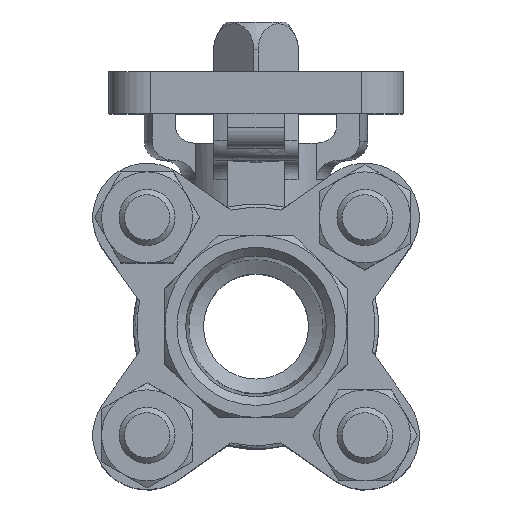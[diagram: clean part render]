
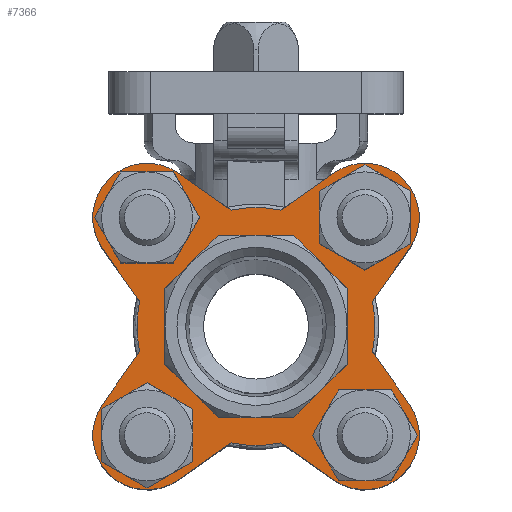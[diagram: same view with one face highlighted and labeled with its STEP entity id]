
A CAD part, top view. The second image highlights one B-rep face of the part: STEP entity #7366.
In plain terms, the highlighted planar face has unit normal (0, 0, 1).
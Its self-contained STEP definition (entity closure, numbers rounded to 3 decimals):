
#77=LINE('',#11413,#485);
#78=LINE('',#11417,#486);
#79=LINE('',#11421,#487);
#80=LINE('',#11425,#488);
#81=LINE('',#11429,#489);
#82=LINE('',#11433,#490);
#83=LINE('',#11437,#491);
#84=LINE('',#11441,#492);
#85=LINE('',#11444,#493);
#86=LINE('',#11447,#494);
#87=LINE('',#11449,#495);
#88=LINE('',#11451,#496);
#89=LINE('',#11453,#497);
#90=LINE('',#11455,#498);
#91=LINE('',#11457,#499);
#92=LINE('',#11459,#500);
#485=VECTOR('',#8895,1000.);
#486=VECTOR('',#8898,1000.);
#487=VECTOR('',#8901,1000.);
#488=VECTOR('',#8904,1000.);
#489=VECTOR('',#8907,1000.);
#490=VECTOR('',#8910,1000.);
#491=VECTOR('',#8913,1000.);
#492=VECTOR('',#8916,1000.);
#493=VECTOR('',#8919,1000.);
#494=VECTOR('',#8920,1000.);
#495=VECTOR('',#8921,1000.);
#496=VECTOR('',#8922,1000.);
#497=VECTOR('',#8923,1000.);
#498=VECTOR('',#8924,1000.);
#499=VECTOR('',#8925,1000.);
#500=VECTOR('',#8926,1000.);
#972=PLANE('',#7909);
#1231=CIRCLE('',#7910,17.);
#1232=CIRCLE('',#7911,7.75);
#1233=CIRCLE('',#7912,17.);
#1234=CIRCLE('',#7913,7.75);
#1235=CIRCLE('',#7914,17.);
#1236=CIRCLE('',#7915,7.75);
#1237=CIRCLE('',#7916,17.);
#1238=CIRCLE('',#7917,7.75);
#1239=CIRCLE('',#7918,6.25);
#1240=CIRCLE('',#7919,6.25);
#1241=CIRCLE('',#7920,6.25);
#1242=CIRCLE('',#7921,6.25);
#1748=ORIENTED_EDGE('',*,*,#4014,.F.);
#1749=ORIENTED_EDGE('',*,*,#4015,.T.);
#1750=ORIENTED_EDGE('',*,*,#4016,.T.);
#1751=ORIENTED_EDGE('',*,*,#4017,.T.);
#1752=ORIENTED_EDGE('',*,*,#4018,.F.);
#1753=ORIENTED_EDGE('',*,*,#4019,.T.);
#1754=ORIENTED_EDGE('',*,*,#4020,.T.);
#1755=ORIENTED_EDGE('',*,*,#4021,.T.);
#1756=ORIENTED_EDGE('',*,*,#4022,.F.);
#1757=ORIENTED_EDGE('',*,*,#4023,.T.);
#1758=ORIENTED_EDGE('',*,*,#4024,.T.);
#1759=ORIENTED_EDGE('',*,*,#4025,.T.);
#1760=ORIENTED_EDGE('',*,*,#4026,.F.);
#1761=ORIENTED_EDGE('',*,*,#4027,.T.);
#1762=ORIENTED_EDGE('',*,*,#4028,.T.);
#1763=ORIENTED_EDGE('',*,*,#4029,.T.);
#1764=ORIENTED_EDGE('',*,*,#4030,.F.);
#1765=ORIENTED_EDGE('',*,*,#4031,.F.);
#1766=ORIENTED_EDGE('',*,*,#4032,.F.);
#1767=ORIENTED_EDGE('',*,*,#4033,.F.);
#1768=ORIENTED_EDGE('',*,*,#4034,.F.);
#1769=ORIENTED_EDGE('',*,*,#4035,.F.);
#1770=ORIENTED_EDGE('',*,*,#4036,.F.);
#1771=ORIENTED_EDGE('',*,*,#4037,.F.);
#1772=ORIENTED_EDGE('',*,*,#4038,.F.);
#1773=ORIENTED_EDGE('',*,*,#4039,.F.);
#1774=ORIENTED_EDGE('',*,*,#4040,.F.);
#1775=ORIENTED_EDGE('',*,*,#4041,.F.);
#4014=EDGE_CURVE('',#5113,#5114,#1231,.T.);
#4015=EDGE_CURVE('',#5113,#5115,#77,.T.);
#4016=EDGE_CURVE('',#5115,#5116,#1232,.T.);
#4017=EDGE_CURVE('',#5116,#5117,#78,.T.);
#4018=EDGE_CURVE('',#5118,#5117,#1233,.T.);
#4019=EDGE_CURVE('',#5118,#5119,#79,.T.);
#4020=EDGE_CURVE('',#5119,#5120,#1234,.T.);
#4021=EDGE_CURVE('',#5120,#5121,#80,.T.);
#4022=EDGE_CURVE('',#5122,#5121,#1235,.T.);
#4023=EDGE_CURVE('',#5122,#5123,#81,.T.);
#4024=EDGE_CURVE('',#5123,#5124,#1236,.T.);
#4025=EDGE_CURVE('',#5124,#5125,#82,.T.);
#4026=EDGE_CURVE('',#5126,#5125,#1237,.T.);
#4027=EDGE_CURVE('',#5126,#5127,#83,.T.);
#4028=EDGE_CURVE('',#5127,#5128,#1238,.T.);
#4029=EDGE_CURVE('',#5128,#5114,#84,.T.);
#4030=EDGE_CURVE('',#5129,#5129,#1239,.F.);
#4031=EDGE_CURVE('',#5130,#5131,#85,.T.);
#4032=EDGE_CURVE('',#5132,#5130,#86,.T.);
#4033=EDGE_CURVE('',#5133,#5132,#87,.T.);
#4034=EDGE_CURVE('',#5134,#5133,#88,.T.);
#4035=EDGE_CURVE('',#5135,#5134,#89,.T.);
#4036=EDGE_CURVE('',#5136,#5135,#90,.T.);
#4037=EDGE_CURVE('',#5137,#5136,#91,.T.);
#4038=EDGE_CURVE('',#5131,#5137,#92,.T.);
#4039=EDGE_CURVE('',#5138,#5138,#1240,.F.);
#4040=EDGE_CURVE('',#5139,#5139,#1241,.F.);
#4041=EDGE_CURVE('',#5140,#5140,#1242,.F.);
#5113=VERTEX_POINT('',#11411);
#5114=VERTEX_POINT('',#11412);
#5115=VERTEX_POINT('',#11414);
#5116=VERTEX_POINT('',#11416);
#5117=VERTEX_POINT('',#11418);
#5118=VERTEX_POINT('',#11420);
#5119=VERTEX_POINT('',#11422);
#5120=VERTEX_POINT('',#11424);
#5121=VERTEX_POINT('',#11426);
#5122=VERTEX_POINT('',#11428);
#5123=VERTEX_POINT('',#11430);
#5124=VERTEX_POINT('',#11432);
#5125=VERTEX_POINT('',#11434);
#5126=VERTEX_POINT('',#11436);
#5127=VERTEX_POINT('',#11438);
#5128=VERTEX_POINT('',#11440);
#5129=VERTEX_POINT('',#11443);
#5130=VERTEX_POINT('',#11445);
#5131=VERTEX_POINT('',#11446);
#5132=VERTEX_POINT('',#11448);
#5133=VERTEX_POINT('',#11450);
#5134=VERTEX_POINT('',#11452);
#5135=VERTEX_POINT('',#11454);
#5136=VERTEX_POINT('',#11456);
#5137=VERTEX_POINT('',#11458);
#5138=VERTEX_POINT('',#11461);
#5139=VERTEX_POINT('',#11463);
#5140=VERTEX_POINT('',#11465);
#6134=EDGE_LOOP('',(#1748,#1749,#1750,#1751,#1752,#1753,#1754,#1755,#1756,
#1757,#1758,#1759,#1760,#1761,#1762,#1763));
#6135=EDGE_LOOP('',(#1764));
#6136=EDGE_LOOP('',(#1765,#1766,#1767,#1768,#1769,#1770,#1771,#1772));
#6137=EDGE_LOOP('',(#1773));
#6138=EDGE_LOOP('',(#1774));
#6139=EDGE_LOOP('',(#1775));
#6688=FACE_BOUND('',#6134,.T.);
#6689=FACE_BOUND('',#6135,.T.);
#6690=FACE_BOUND('',#6136,.T.);
#6691=FACE_BOUND('',#6137,.T.);
#6692=FACE_BOUND('',#6138,.T.);
#6693=FACE_BOUND('',#6139,.T.);
#7366=ADVANCED_FACE('',(#6688,#6689,#6690,#6691,#6692,#6693),#972,.F.);
#7909=AXIS2_PLACEMENT_3D('',#11409,#8891,#8892);
#7910=AXIS2_PLACEMENT_3D('',#11410,#8893,#8894);
#7911=AXIS2_PLACEMENT_3D('',#11415,#8896,#8897);
#7912=AXIS2_PLACEMENT_3D('',#11419,#8899,#8900);
#7913=AXIS2_PLACEMENT_3D('',#11423,#8902,#8903);
#7914=AXIS2_PLACEMENT_3D('',#11427,#8905,#8906);
#7915=AXIS2_PLACEMENT_3D('',#11431,#8908,#8909);
#7916=AXIS2_PLACEMENT_3D('',#11435,#8911,#8912);
#7917=AXIS2_PLACEMENT_3D('',#11439,#8914,#8915);
#7918=AXIS2_PLACEMENT_3D('',#11442,#8917,#8918);
#7919=AXIS2_PLACEMENT_3D('',#11460,#8927,#8928);
#7920=AXIS2_PLACEMENT_3D('',#11462,#8929,#8930);
#7921=AXIS2_PLACEMENT_3D('',#11464,#8931,#8932);
#8891=DIRECTION('',(0.,0.,-1.));
#8892=DIRECTION('',(-1.,0.,0.));
#8893=DIRECTION('',(0.,0.,-1.));
#8894=DIRECTION('',(-1.,0.,0.));
#8895=DIRECTION('',(-0.819,0.574,0.));
#8896=DIRECTION('',(0.,0.,1.));
#8897=DIRECTION('',(1.,0.,0.));
#8898=DIRECTION('',(0.574,-0.819,0.));
#8899=DIRECTION('',(0.,0.,-1.));
#8900=DIRECTION('',(-1.,0.,0.));
#8901=DIRECTION('',(-0.574,-0.819,0.));
#8902=DIRECTION('',(0.,0.,1.));
#8903=DIRECTION('',(1.,0.,0.));
#8904=DIRECTION('',(0.819,0.574,0.));
#8905=DIRECTION('',(0.,0.,-1.));
#8906=DIRECTION('',(-1.,0.,0.));
#8907=DIRECTION('',(0.819,-0.574,0.));
#8908=DIRECTION('',(0.,0.,1.));
#8909=DIRECTION('',(1.,0.,0.));
#8910=DIRECTION('',(-0.574,0.819,0.));
#8911=DIRECTION('',(0.,0.,-1.));
#8912=DIRECTION('',(-1.,0.,0.));
#8913=DIRECTION('',(0.574,0.819,0.));
#8914=DIRECTION('',(0.,0.,1.));
#8915=DIRECTION('',(1.,0.,0.));
#8916=DIRECTION('',(-0.819,-0.574,0.));
#8917=DIRECTION('',(0.,0.,-1.));
#8918=DIRECTION('',(-1.,0.,0.));
#8919=DIRECTION('',(0.,-1.,0.));
#8920=DIRECTION('',(-0.707,-0.707,0.));
#8921=DIRECTION('',(-1.,0.,0.));
#8922=DIRECTION('',(-0.707,0.707,0.));
#8923=DIRECTION('',(0.,1.,0.));
#8924=DIRECTION('',(0.707,0.707,0.));
#8925=DIRECTION('',(1.,0.,0.));
#8926=DIRECTION('',(0.707,-0.707,0.));
#8927=DIRECTION('',(0.,0.,-1.));
#8928=DIRECTION('',(-1.,0.,0.));
#8929=DIRECTION('',(0.,0.,-1.));
#8930=DIRECTION('',(-1.,0.,0.));
#8931=DIRECTION('',(0.,0.,-1.));
#8932=DIRECTION('',(-1.,0.,0.));
#11409=CARTESIAN_POINT('',(0.,0.,20.));
#11410=CARTESIAN_POINT('',(0.,0.,20.));
#11411=CARTESIAN_POINT('',(-3.566,16.622,20.));
#11412=CARTESIAN_POINT('',(3.566,16.622,20.));
#11413=CARTESIAN_POINT('',(0.,14.125,20.));
#11414=CARTESIAN_POINT('',(-11.111,21.905,20.));
#11415=CARTESIAN_POINT('',(-15.556,15.556,20.));
#11416=CARTESIAN_POINT('',(-21.905,11.111,20.));
#11417=CARTESIAN_POINT('',(-21.905,11.111,20.));
#11418=CARTESIAN_POINT('',(-16.622,3.566,20.));
#11419=CARTESIAN_POINT('',(0.,0.,20.));
#11420=CARTESIAN_POINT('',(-16.622,-3.566,20.));
#11421=CARTESIAN_POINT('',(-14.125,0.,20.));
#11422=CARTESIAN_POINT('',(-21.905,-11.111,20.));
#11423=CARTESIAN_POINT('',(-15.556,-15.556,20.));
#11424=CARTESIAN_POINT('',(-11.111,-21.905,20.));
#11425=CARTESIAN_POINT('',(-11.111,-21.905,20.));
#11426=CARTESIAN_POINT('',(-3.566,-16.622,20.));
#11427=CARTESIAN_POINT('',(0.,0.,20.));
#11428=CARTESIAN_POINT('',(3.566,-16.622,20.));
#11429=CARTESIAN_POINT('',(0.,-14.125,20.));
#11430=CARTESIAN_POINT('',(11.111,-21.905,20.));
#11431=CARTESIAN_POINT('',(15.556,-15.556,20.));
#11432=CARTESIAN_POINT('',(21.905,-11.111,20.));
#11433=CARTESIAN_POINT('',(21.905,-11.111,20.));
#11434=CARTESIAN_POINT('',(16.622,-3.566,20.));
#11435=CARTESIAN_POINT('',(0.,0.,20.));
#11436=CARTESIAN_POINT('',(16.622,3.566,20.));
#11437=CARTESIAN_POINT('',(14.125,0.,20.));
#11438=CARTESIAN_POINT('',(21.905,11.111,20.));
#11439=CARTESIAN_POINT('',(15.556,15.556,20.));
#11440=CARTESIAN_POINT('',(11.111,21.905,20.));
#11441=CARTESIAN_POINT('',(11.111,21.905,20.));
#11442=CARTESIAN_POINT('',(-15.556,15.556,20.));
#11443=CARTESIAN_POINT('',(-21.806,15.556,20.));
#11444=CARTESIAN_POINT('',(-13.,0.,20.));
#11445=CARTESIAN_POINT('',(-13.,5.385,20.));
#11446=CARTESIAN_POINT('',(-13.,-5.385,20.));
#11447=CARTESIAN_POINT('',(-9.192,9.192,20.));
#11448=CARTESIAN_POINT('',(-5.385,13.,20.));
#11449=CARTESIAN_POINT('',(0.,13.,20.));
#11450=CARTESIAN_POINT('',(5.385,13.,20.));
#11451=CARTESIAN_POINT('',(9.192,9.192,20.));
#11452=CARTESIAN_POINT('',(13.,5.385,20.));
#11453=CARTESIAN_POINT('',(13.,0.,20.));
#11454=CARTESIAN_POINT('',(13.,-5.385,20.));
#11455=CARTESIAN_POINT('',(9.192,-9.192,20.));
#11456=CARTESIAN_POINT('',(5.385,-13.,20.));
#11457=CARTESIAN_POINT('',(0.,-13.,20.));
#11458=CARTESIAN_POINT('',(-5.385,-13.,20.));
#11459=CARTESIAN_POINT('',(-9.192,-9.192,20.));
#11460=CARTESIAN_POINT('',(-15.556,-15.556,20.));
#11461=CARTESIAN_POINT('',(-21.806,-15.556,20.));
#11462=CARTESIAN_POINT('',(15.556,-15.556,20.));
#11463=CARTESIAN_POINT('',(9.306,-15.556,20.));
#11464=CARTESIAN_POINT('',(15.556,15.556,20.));
#11465=CARTESIAN_POINT('',(9.306,15.556,20.));
